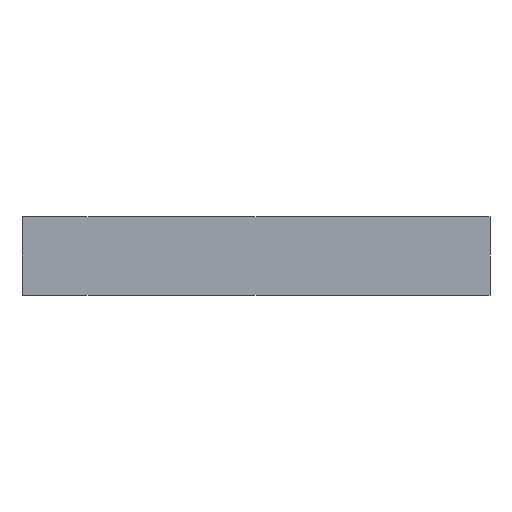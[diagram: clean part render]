
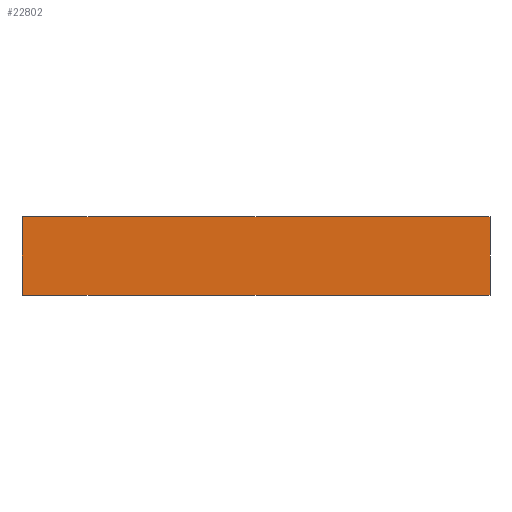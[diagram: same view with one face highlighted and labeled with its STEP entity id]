
A CAD part, front view. The second image highlights one B-rep face of the part: STEP entity #22802.
In plain terms, the highlighted planar face has unit normal (0, -1, 0).
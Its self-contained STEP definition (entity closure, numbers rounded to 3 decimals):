
#10420 = PLANE('',#10421);
#10421 = AXIS2_PLACEMENT_3D('',#10422,#10423,#10424);
#10422 = CARTESIAN_POINT('',(0.,0.,1.6)
  );
#10423 = DIRECTION('',(0.,0.,1.));
#10424 = DIRECTION('',(0.,1.,0.));
#10476 = PLANE('',#10477);
#10477 = AXIS2_PLACEMENT_3D('',#10478,#10479,#10480);
#10478 = CARTESIAN_POINT('',(0.,0.,-1.6
    ));
#10479 = DIRECTION('',(0.,0.,-1.));
#10480 = DIRECTION('',(-1.,0.,0.));
#16202 = EDGE_CURVE('',#16203,#16205,#16207,.T.);
#16203 = VERTEX_POINT('',#16204);
#16204 = CARTESIAN_POINT('',(9.5,-82.5,1.6));
#16205 = VERTEX_POINT('',#16206);
#16206 = CARTESIAN_POINT('',(-9.5,-82.5,1.6));
#16207 = SURFACE_CURVE('',#16208,(#16212,#16219),.PCURVE_S1.);
#16208 = LINE('',#16209,#16210);
#16209 = CARTESIAN_POINT('',(9.5,-82.5,1.6));
#16210 = VECTOR('',#16211,1.);
#16211 = DIRECTION('',(-1.,0.,0.));
#16212 = PCURVE('',#10420,#16213);
#16213 = DEFINITIONAL_REPRESENTATION('',(#16214),#16218);
#16214 = LINE('',#16215,#16216);
#16215 = CARTESIAN_POINT('',(-82.5,-9.5));
#16216 = VECTOR('',#16217,1.);
#16217 = DIRECTION('',(0.,1.));
#16218 = ( GEOMETRIC_REPRESENTATION_CONTEXT(2) 
PARAMETRIC_REPRESENTATION_CONTEXT() REPRESENTATION_CONTEXT('2D SPACE',''
  ) );
#16219 = PCURVE('',#16220,#16225);
#16220 = PLANE('',#16221);
#16221 = AXIS2_PLACEMENT_3D('',#16222,#16223,#16224);
#16222 = CARTESIAN_POINT('',(0.,-82.5,0.));
#16223 = DIRECTION('',(0.,-1.,0.));
#16224 = DIRECTION('',(0.,0.,-1.));
#16225 = DEFINITIONAL_REPRESENTATION('',(#16226),#16230);
#16226 = LINE('',#16227,#16228);
#16227 = CARTESIAN_POINT('',(-1.6,9.5));
#16228 = VECTOR('',#16229,1.);
#16229 = DIRECTION('',(0.,-1.));
#16230 = ( GEOMETRIC_REPRESENTATION_CONTEXT(2) 
PARAMETRIC_REPRESENTATION_CONTEXT() REPRESENTATION_CONTEXT('2D SPACE',''
  ) );
#16248 = PLANE('',#16249);
#16249 = AXIS2_PLACEMENT_3D('',#16250,#16251,#16252);
#16250 = CARTESIAN_POINT('',(9.5,-70.,0.));
#16251 = DIRECTION('',(1.,0.,0.));
#16252 = DIRECTION('',(0.,0.,1.));
#16632 = PLANE('',#16633);
#16633 = AXIS2_PLACEMENT_3D('',#16634,#16635,#16636);
#16634 = CARTESIAN_POINT('',(-9.5,-70.,0.));
#16635 = DIRECTION('',(-1.,0.,0.));
#16636 = DIRECTION('',(0.,0.,-1.));
#16696 = EDGE_CURVE('',#16697,#16699,#16701,.T.);
#16697 = VERTEX_POINT('',#16698);
#16698 = CARTESIAN_POINT('',(-9.5,-82.5,-1.6));
#16699 = VERTEX_POINT('',#16700);
#16700 = CARTESIAN_POINT('',(9.5,-82.5,-1.6));
#16701 = SURFACE_CURVE('',#16702,(#16706,#16713),.PCURVE_S1.);
#16702 = LINE('',#16703,#16704);
#16703 = CARTESIAN_POINT('',(-9.5,-82.5,-1.6));
#16704 = VECTOR('',#16705,1.);
#16705 = DIRECTION('',(1.,-0.,0.));
#16706 = PCURVE('',#10476,#16707);
#16707 = DEFINITIONAL_REPRESENTATION('',(#16708),#16712);
#16708 = LINE('',#16709,#16710);
#16709 = CARTESIAN_POINT('',(9.5,-82.5));
#16710 = VECTOR('',#16711,1.);
#16711 = DIRECTION('',(-1.,0.));
#16712 = ( GEOMETRIC_REPRESENTATION_CONTEXT(2) 
PARAMETRIC_REPRESENTATION_CONTEXT() REPRESENTATION_CONTEXT('2D SPACE',''
  ) );
#16713 = PCURVE('',#16220,#16714);
#16714 = DEFINITIONAL_REPRESENTATION('',(#16715),#16719);
#16715 = LINE('',#16716,#16717);
#16716 = CARTESIAN_POINT('',(1.6,-9.5));
#16717 = VECTOR('',#16718,1.);
#16718 = DIRECTION('',(0.,1.));
#16719 = ( GEOMETRIC_REPRESENTATION_CONTEXT(2) 
PARAMETRIC_REPRESENTATION_CONTEXT() REPRESENTATION_CONTEXT('2D SPACE',''
  ) );
#22802 = ADVANCED_FACE('',(#22803),#16220,.T.);
#22803 = FACE_BOUND('',#22804,.T.);
#22804 = EDGE_LOOP('',(#22805,#22806,#22827,#22828));
#22805 = ORIENTED_EDGE('',*,*,#16696,.T.);
#22806 = ORIENTED_EDGE('',*,*,#22807,.F.);
#22807 = EDGE_CURVE('',#16203,#16699,#22808,.T.);
#22808 = SURFACE_CURVE('',#22809,(#22813,#22820),.PCURVE_S1.);
#22809 = LINE('',#22810,#22811);
#22810 = CARTESIAN_POINT('',(9.5,-82.5,1.6));
#22811 = VECTOR('',#22812,1.);
#22812 = DIRECTION('',(0.,0.,-1.));
#22813 = PCURVE('',#16220,#22814);
#22814 = DEFINITIONAL_REPRESENTATION('',(#22815),#22819);
#22815 = LINE('',#22816,#22817);
#22816 = CARTESIAN_POINT('',(-1.6,9.5));
#22817 = VECTOR('',#22818,1.);
#22818 = DIRECTION('',(1.,0.));
#22819 = ( GEOMETRIC_REPRESENTATION_CONTEXT(2) 
PARAMETRIC_REPRESENTATION_CONTEXT() REPRESENTATION_CONTEXT('2D SPACE',''
  ) );
#22820 = PCURVE('',#16248,#22821);
#22821 = DEFINITIONAL_REPRESENTATION('',(#22822),#22826);
#22822 = LINE('',#22823,#22824);
#22823 = CARTESIAN_POINT('',(1.6,12.5));
#22824 = VECTOR('',#22825,1.);
#22825 = DIRECTION('',(-1.,0.));
#22826 = ( GEOMETRIC_REPRESENTATION_CONTEXT(2) 
PARAMETRIC_REPRESENTATION_CONTEXT() REPRESENTATION_CONTEXT('2D SPACE',''
  ) );
#22827 = ORIENTED_EDGE('',*,*,#16202,.T.);
#22828 = ORIENTED_EDGE('',*,*,#22829,.T.);
#22829 = EDGE_CURVE('',#16205,#16697,#22830,.T.);
#22830 = SURFACE_CURVE('',#22831,(#22835,#22842),.PCURVE_S1.);
#22831 = LINE('',#22832,#22833);
#22832 = CARTESIAN_POINT('',(-9.5,-82.5,1.6));
#22833 = VECTOR('',#22834,1.);
#22834 = DIRECTION('',(0.,0.,-1.));
#22835 = PCURVE('',#16220,#22836);
#22836 = DEFINITIONAL_REPRESENTATION('',(#22837),#22841);
#22837 = LINE('',#22838,#22839);
#22838 = CARTESIAN_POINT('',(-1.6,-9.5));
#22839 = VECTOR('',#22840,1.);
#22840 = DIRECTION('',(1.,0.));
#22841 = ( GEOMETRIC_REPRESENTATION_CONTEXT(2) 
PARAMETRIC_REPRESENTATION_CONTEXT() REPRESENTATION_CONTEXT('2D SPACE',''
  ) );
#22842 = PCURVE('',#16632,#22843);
#22843 = DEFINITIONAL_REPRESENTATION('',(#22844),#22848);
#22844 = LINE('',#22845,#22846);
#22845 = CARTESIAN_POINT('',(-1.6,12.5));
#22846 = VECTOR('',#22847,1.);
#22847 = DIRECTION('',(1.,0.));
#22848 = ( GEOMETRIC_REPRESENTATION_CONTEXT(2) 
PARAMETRIC_REPRESENTATION_CONTEXT() REPRESENTATION_CONTEXT('2D SPACE',''
  ) );
